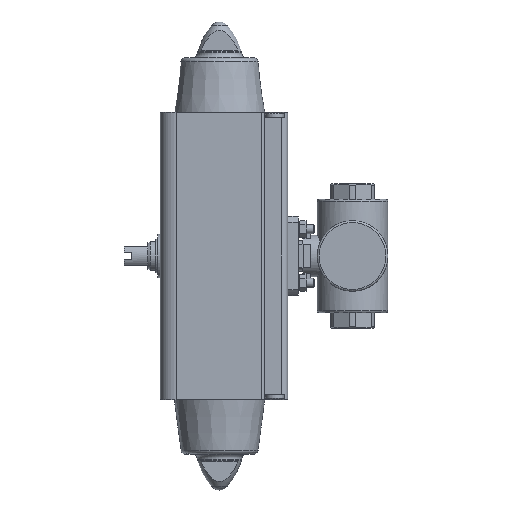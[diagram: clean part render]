
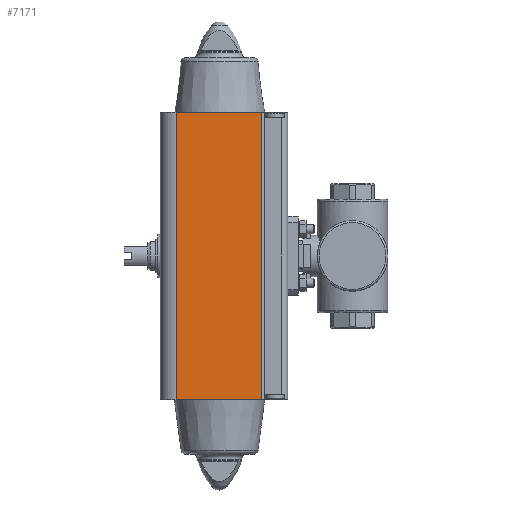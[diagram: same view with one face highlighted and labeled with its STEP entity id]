
A CAD part, left-side view. The second image highlights one B-rep face of the part: STEP entity #7171.
In plain terms, the highlighted planar face has unit normal (-1, 0, 0).
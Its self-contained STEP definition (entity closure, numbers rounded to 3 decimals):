
#238=PLANE('',#7882);
#665=LINE('',#11627,#1245);
#679=LINE('',#11675,#1259);
#680=LINE('',#11761,#1260);
#681=LINE('',#11762,#1261);
#1245=VECTOR('',#9277,1000.);
#1259=VECTOR('',#9321,1000.);
#1260=VECTOR('',#9346,1000.);
#1261=VECTOR('',#9347,1000.);
#2949=ORIENTED_EDGE('',*,*,#4430,.T.);
#2950=ORIENTED_EDGE('',*,*,#4469,.F.);
#2951=ORIENTED_EDGE('',*,*,#4455,.F.);
#2952=ORIENTED_EDGE('',*,*,#4470,.T.);
#4430=EDGE_CURVE('',#5273,#5272,#665,.T.);
#4455=EDGE_CURVE('',#5291,#5292,#679,.T.);
#4469=EDGE_CURVE('',#5292,#5272,#680,.T.);
#4470=EDGE_CURVE('',#5291,#5273,#681,.T.);
#5272=VERTEX_POINT('',#11626);
#5273=VERTEX_POINT('',#11628);
#5291=VERTEX_POINT('',#11674);
#5292=VERTEX_POINT('',#11676);
#5930=EDGE_LOOP('',(#2949,#2950,#2951,#2952));
#6541=FACE_BOUND('',#5930,.T.);
#7171=ADVANCED_FACE('',(#6541),#238,.F.);
#7882=AXIS2_PLACEMENT_3D('',#11760,#9344,#9345);
#9277=DIRECTION('',(0.,-1.,0.));
#9321=DIRECTION('',(0.,-1.,0.));
#9344=DIRECTION('',(1.,0.,0.));
#9345=DIRECTION('',(0.,0.,-1.));
#9346=DIRECTION('',(0.,0.,-1.));
#9347=DIRECTION('',(0.,0.,-1.));
#11626=CARTESIAN_POINT('',(-32.7,-23.516,-79.6));
#11627=CARTESIAN_POINT('',(-32.7,23.9,-79.6));
#11628=CARTESIAN_POINT('',(-32.7,23.9,-79.6));
#11674=CARTESIAN_POINT('',(-32.7,23.9,79.6));
#11675=CARTESIAN_POINT('',(-32.7,23.9,79.6));
#11676=CARTESIAN_POINT('',(-32.7,-23.516,79.6));
#11760=CARTESIAN_POINT('',(-32.7,23.9,79.6));
#11761=CARTESIAN_POINT('',(-32.7,-23.516,79.6));
#11762=CARTESIAN_POINT('',(-32.7,23.9,79.6));
